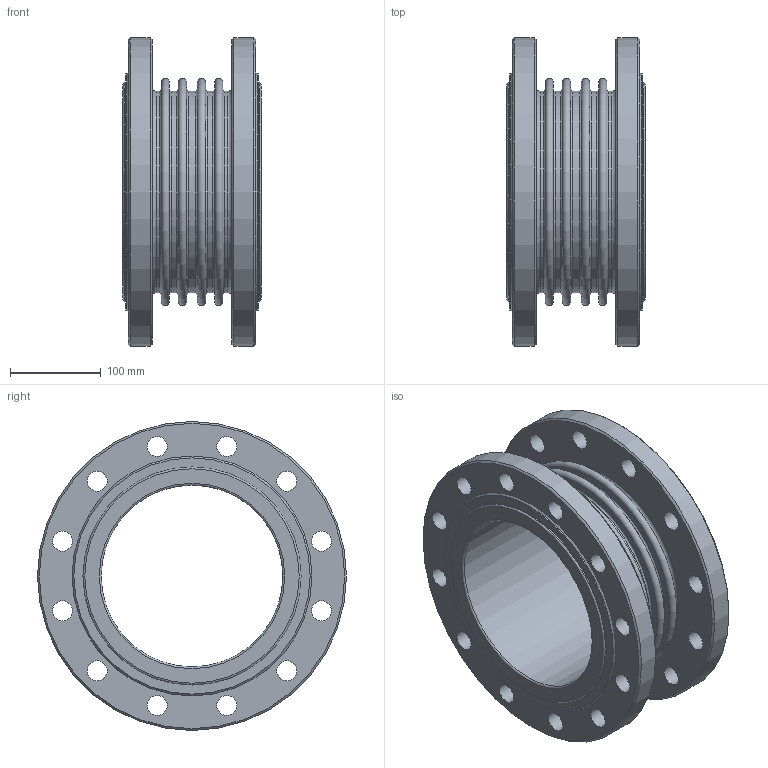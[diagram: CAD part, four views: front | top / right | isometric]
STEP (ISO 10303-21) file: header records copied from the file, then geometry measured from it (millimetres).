
FILE_DESCRIPTION(/* description */ (''),/* implementation_level */ '2;1');
FILE_NAME(/* name */ 'DN200_3D_STEP.stp',/* time_stamp */ '2025-11-21T21:45:38+03:00',/* author */ ('igorr'),/* organization */ (''),/* preprocessor_version */ 'ST-DEVELOPER v20',/* originating_system */ 'Autodesk Inventor 2025',/* authorisation */ '');
FILE_SCHEMA (('AUTOMOTIVE_DESIGN { 1 0 10303 214 3 1 1 }'));
Length unit declared in the file: millimetre
Products named in the file (1): Деталь1
Bounding box: 152 x 340 x 340 mm (x, y, z)
Volume: 4045850.5 mm3; surface area: 528569.5 mm2
Topology: 1 solids, 1 shells, 76 faces, 172 edges, 112 vertices
Faces by surface type: cylinder 36, torus 18, plane 16, cone 6
Full cylindrical faces by diameter (mm): 22 x24, 200 x1, 221.5 x5, 240 x2, 260 x2, 340 x2
Entity records: 2427 total; most frequent: DIRECTION 456, CARTESIAN_POINT 361, ORIENTED_EDGE 344, AXIS2_PLACEMENT_3D 207, EDGE_CURVE 172, EDGE_LOOP 140, CIRCLE 130, VERTEX_POINT 112
